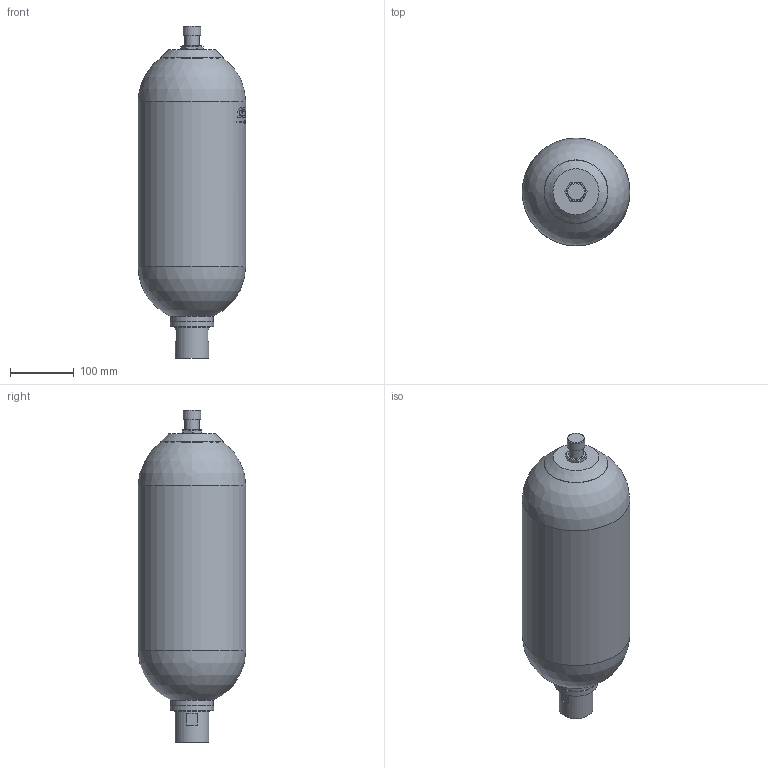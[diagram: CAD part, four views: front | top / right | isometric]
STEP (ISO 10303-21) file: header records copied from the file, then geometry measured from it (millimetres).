
FILE_DESCRIPTION( ( 'Unknown' ), '1' );
FILE_NAME( 'EHV_6-350_108574.stp', 'Unknown', ( 'Unknown' ), ( 'Unknown' ), 'PSStep 17.0.49', 'Unknown', ' ' );
FILE_SCHEMA( ( 'AUTOMOTIVE_DESIGN { 1 0 10303 214 1 1 1 1 }' ) );
Length unit declared in the file: millimetre
Products named in the file (1): 1
Bounding box: 168.3 x 168.3 x 519.15 mm (x, y, z)
Volume: 8374757.5 mm3; surface area: 247332.5 mm2
Topology: 1 solids, 1 shells, 209 faces, 491 edges, 321 vertices
Faces by surface type: plane 132, cylinder 37, extrusion 22, cone 12, torus 3, sphere 2, bspline 1
Full cylindrical faces by diameter (mm): 7 x1, 12.702 x1, 22.225 x1, 27.5 x1, 36 x1, 36.5 x1, 38.952 x1, 42.3 x1, 52.5 x1, 55 x1, 67 x1, 67.735 x1, 168.3 x1
Entity records: 9987 total; most frequent: CARTESIAN_POINT 3519, DIRECTION 1022, ORIENTED_EDGE 918, EDGE_CURVE 459, AXIS2_PLACEMENT_3D 414, VERTEX_POINT 319, EDGE_LOOP 276, FACE_OUTER_BOUND 230
